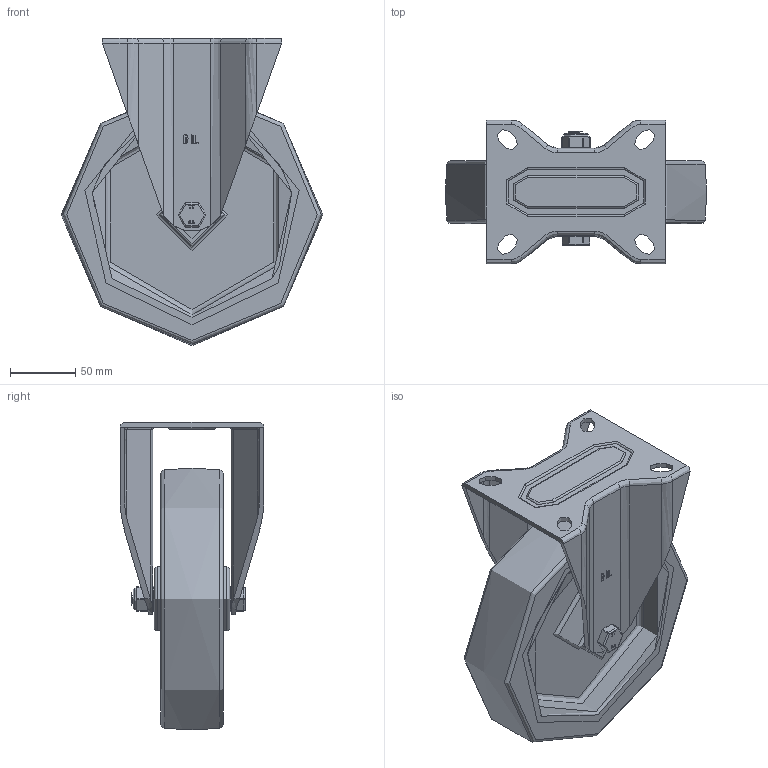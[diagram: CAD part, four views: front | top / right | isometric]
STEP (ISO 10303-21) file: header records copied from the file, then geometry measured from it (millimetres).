
FILE_DESCRIPTION(/* description */ (''),/* implementation_level */ '2;1');
FILE_NAME(/* name */ 'BZMMF200NPB.step',/* time_stamp */ '2024-06-06T15:30:26+01:00',/* author */ (''),/* organization */ (''),/* preprocessor_version */ 'ST-DEVELOPER v20',/* originating_system */ 'Autodesk Translation Framework v13.14.0.145',/* authorisation */ '');
FILE_SCHEMA (('AUTOMOTIVE_DESIGN { 1 0 10303 214 3 1 1 }'));
Length unit declared in the file: millimetre
Products named in the file (21): BZMMF200NPB; BZMMF200AS v1; BZMMF200AS; ZINC PLATED, PRESSED STEEL BRACKET; BZMM200WNPRB2058 v1; POLYURETHANE TYRE; NYLON RIM; NYLON RIM Geometry; CAP; ROLLER BEARING; CAGE; Pattern; Component2; TUBEM20X5860 v1; ZINC PLATED AXLE TUBE; HEXBOLTM12X80Z8.8 v2; GRADE 8.8 ZINC PLATED BOLT; NYLOCM12Z v1; NYLOC NUT; NUT; RUBBER
Assembly tree (29 placements, depth 5):
  BZMMF200NPB
    BZMMF200AS v1
      BZMMF200AS
      ZINC PLATED, PRESSED STEEL BRACKET
    BZMM200WNPRB2058 v1
      POLYURETHANE TYRE
      NYLON RIM
        NYLON RIM Geometry
        CAP
      ROLLER BEARING
        CAGE
        Pattern
          Component2  x10
    TUBEM20X5860 v1
      ZINC PLATED AXLE TUBE
    HEXBOLTM12X80Z8.8 v2
      GRADE 8.8 ZINC PLATED BOLT
    NYLOCM12Z v1
      NYLOC NUT
        NUT
        RUBBER
Bounding box: 200 x 110 x 234.87 mm (x, y, z)
Volume: 963578.7 mm3; surface area: 283492.1 mm2
Topology: 19 solids, 19 shells, 502 faces, 1227 edges, 769 vertices
Faces by surface type: plane 216, cylinder 178, bspline 49, torus 39, sphere 18, cone 2
Full cylindrical faces by diameter (mm): 5 x10, 9.836 x18, 11.834 x18, 12 x3, 12.2 x3, 14 x2, 18 x1, 18.5 x1, 19.75 x1, 20 x1, 20.5 x2, 29.5 x1, 30 x1, 35.8 x1, 36 x1, 49 x2, 152.5 x2, 168 x2
Entity records: 20252 total; most frequent: CARTESIAN_POINT 8350, ORIENTED_EDGE 2400, DIRECTION 2345, EDGE_CURVE 1200, AXIS2_PLACEMENT_3D 860, VERTEX_POINT 751, LINE 625, VECTOR 625
